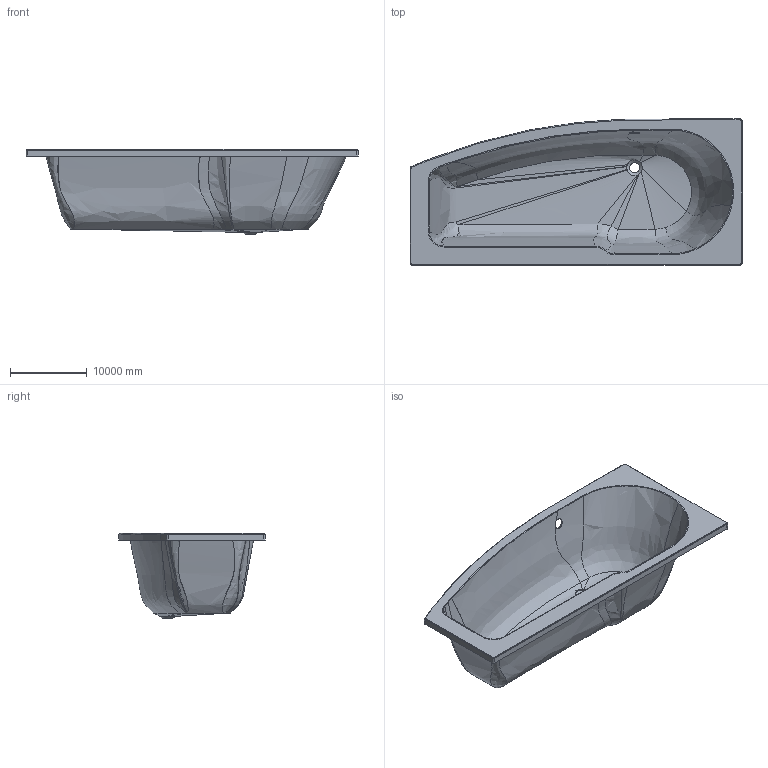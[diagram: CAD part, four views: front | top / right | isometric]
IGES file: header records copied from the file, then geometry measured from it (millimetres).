
Global section: file name: BS-1695L_2; native system: AutoCAD 2016 - English; preprocessor: Autodesk Translation Framework DWG producer (atf_dwg_producer); organization: unknown; date: 20170428.094351; units: inch
Bounding box: 43165.68 x 19050 x 11099.8 mm (x, y, z)
Volume: 217406478680.3 mm3; surface area: 3073460202.9 mm2
Topology: 2 solids, 2 shells, 106 faces, 309 edges, 205 vertices
Faces by surface type: bspline 106
